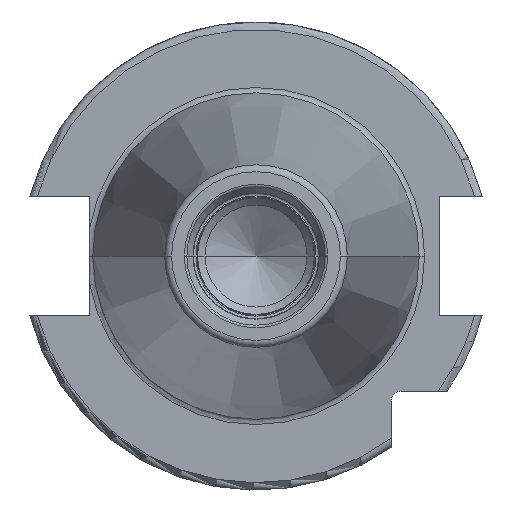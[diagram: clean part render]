
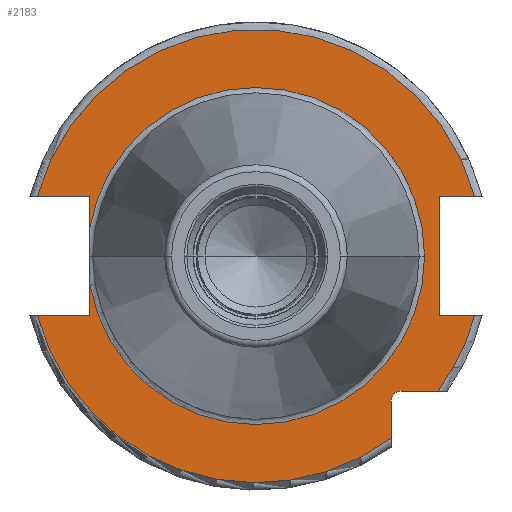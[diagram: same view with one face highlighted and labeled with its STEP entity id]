
A CAD part, left-side view. The second image highlights one B-rep face of the part: STEP entity #2183.
In plain terms, the highlighted planar face has unit normal (-1, 0, 0).
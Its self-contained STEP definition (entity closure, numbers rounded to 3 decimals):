
#117=CARTESIAN_POINT('',(3.2,0.,0.));
#118=DIRECTION('',(-1.,0.,0.));
#119=DIRECTION('',(0.,0.986,-0.168));
#120=AXIS2_PLACEMENT_3D('',#117,#118,#119);
#470=DIRECTION('',(0.,-1.,0.));
#471=VECTOR('',#470,4.99);
#472=CARTESIAN_POINT('',(3.2,-19.7,-18.35));
#473=LINE('',#472,#471);
#474=DIRECTION('',(0.,0.,1.));
#475=VECTOR('',#474,4.99);
#476=CARTESIAN_POINT('',(3.2,-18.35,-24.69));
#477=LINE('',#476,#475);
#478=CARTESIAN_POINT('',(3.2,0.,0.));
#479=DIRECTION('',(-1.,0.,0.));
#480=DIRECTION('',(0.,0.965,-0.263));
#481=AXIS2_PLACEMENT_3D('',#478,#479,#480);
#483=DIRECTION('',(0.,-1.,0.));
#484=VECTOR('',#483,7.127);
#485=CARTESIAN_POINT('',(3.2,29.677,-8.1));
#486=LINE('',#485,#484);
#487=DIRECTION('',(0.,0.,-1.));
#488=VECTOR('',#487,4.258);
#489=CARTESIAN_POINT('',(3.2,22.55,-3.842));
#490=LINE('',#489,#488);
#491=DIRECTION('',(0.,0.,-1.));
#492=VECTOR('',#491,4.258);
#493=CARTESIAN_POINT('',(3.2,22.55,8.1));
#494=LINE('',#493,#492);
#495=DIRECTION('',(0.,-1.,0.));
#496=VECTOR('',#495,7.127);
#497=CARTESIAN_POINT('',(3.2,29.677,8.1));
#498=LINE('',#497,#496);
#499=CARTESIAN_POINT('',(3.2,0.,0.));
#500=DIRECTION('',(1.,0.,0.));
#501=DIRECTION('',(0.,0.965,0.263));
#502=AXIS2_PLACEMENT_3D('',#499,#500,#501);
#504=DIRECTION('',(0.,1.,0.));
#505=VECTOR('',#504,4.827);
#506=CARTESIAN_POINT('',(3.2,-29.677,8.1));
#507=LINE('',#506,#505);
#508=DIRECTION('',(0.,0.,1.));
#509=VECTOR('',#508,16.2);
#510=CARTESIAN_POINT('',(3.2,-24.85,-8.1));
#511=LINE('',#510,#509);
#512=DIRECTION('',(0.,1.,0.));
#513=VECTOR('',#512,4.827);
#514=CARTESIAN_POINT('',(3.2,-29.677,-8.1));
#515=LINE('',#514,#513);
#516=CARTESIAN_POINT('',(3.2,0.,0.));
#517=DIRECTION('',(-1.,0.,0.));
#518=DIRECTION('',(0.,-0.803,-0.597));
#519=AXIS2_PLACEMENT_3D('',#516,#517,#518);
#530=CARTESIAN_POINT('',(3.2,-19.7,-19.7));
#531=DIRECTION('',(1.,0.,0.));
#532=DIRECTION('',(0.,1.,0.));
#533=AXIS2_PLACEMENT_3D('',#530,#531,#532);
#866=CARTESIAN_POINT('',(3.2,0.,0.));
#867=DIRECTION('',(1.,0.,0.));
#868=DIRECTION('',(0.,0.986,0.168));
#869=AXIS2_PLACEMENT_3D('',#866,#867,#868);
#1340=CARTESIAN_POINT('',(3.2,-22.875,0.));
#1342=VERTEX_POINT('',#1340);
#1490=CARTESIAN_POINT('',(3.2,29.677,8.1));
#1491=CARTESIAN_POINT('',(3.2,22.55,8.1));
#1492=VERTEX_POINT('',#1490);
#1493=VERTEX_POINT('',#1491);
#1494=CARTESIAN_POINT('',(3.2,22.55,3.842));
#1495=VERTEX_POINT('',#1494);
#1496=CARTESIAN_POINT('',(3.2,22.55,-3.842));
#1497=CARTESIAN_POINT('',(3.2,22.55,-8.1));
#1498=VERTEX_POINT('',#1496);
#1499=VERTEX_POINT('',#1497);
#1500=CARTESIAN_POINT('',(3.2,29.677,-8.1));
#1501=VERTEX_POINT('',#1500);
#1502=CARTESIAN_POINT('',(3.2,-29.677,-8.1));
#1503=CARTESIAN_POINT('',(3.2,-24.85,-8.1));
#1504=VERTEX_POINT('',#1502);
#1505=VERTEX_POINT('',#1503);
#1506=CARTESIAN_POINT('',(3.2,-24.85,8.1));
#1507=VERTEX_POINT('',#1506);
#1508=CARTESIAN_POINT('',(3.2,-29.677,8.1));
#1509=VERTEX_POINT('',#1508);
#1533=CARTESIAN_POINT('',(3.2,-18.35,-24.69));
#1534=VERTEX_POINT('',#1533);
#1541=CARTESIAN_POINT('',(3.2,-19.7,-18.35));
#1542=CARTESIAN_POINT('',(3.2,-24.69,-18.35));
#1543=VERTEX_POINT('',#1541);
#1544=VERTEX_POINT('',#1542);
#1545=CARTESIAN_POINT('',(3.2,-18.35,-19.7));
#1546=VERTEX_POINT('',#1545);
#2154=CARTESIAN_POINT('',(3.2,0.,0.));
#2155=DIRECTION('',(1.,0.,0.));
#2156=DIRECTION('',(0.,-1.,0.));
#2157=AXIS2_PLACEMENT_3D('',#2154,#2155,#2156);
#2158=PLANE('',#2157);
#2160=ORIENTED_EDGE('',*,*,#2159,.F.);
#2162=ORIENTED_EDGE('',*,*,#2161,.F.);
#2163=ORIENTED_EDGE('',*,*,#1825,.F.);
#2165=ORIENTED_EDGE('',*,*,#2164,.F.);
#2166=ORIENTED_EDGE('',*,*,#1883,.T.);
#2167=ORIENTED_EDGE('',*,*,#1753,.F.);
#2168=ORIENTED_EDGE('',*,*,#1734,.T.);
#2170=ORIENTED_EDGE('',*,*,#2169,.F.);
#2171=ORIENTED_EDGE('',*,*,#1748,.F.);
#2172=ORIENTED_EDGE('',*,*,#1952,.F.);
#2173=ORIENTED_EDGE('',*,*,#2149,.T.);
#2174=ORIENTED_EDGE('',*,*,#2010,.T.);
#2176=ORIENTED_EDGE('',*,*,#2175,.F.);
#2178=ORIENTED_EDGE('',*,*,#2177,.F.);
#2180=ORIENTED_EDGE('',*,*,#2179,.F.);
#2181=EDGE_LOOP('',(#2160,#2162,#2163,#2165,#2166,#2167,#2168,#2170,#2171,#2172,
#2173,#2174,#2176,#2178,#2180));
#2182=FACE_OUTER_BOUND('',#2181,.F.);
#2183=ADVANCED_FACE('',(#2182),#2158,.F.);
#121=CIRCLE('',#120,22.875);
#482=CIRCLE('',#481,30.763);
#503=CIRCLE('',#502,30.763);
#520=CIRCLE('',#519,30.763);
#534=CIRCLE('',#533,1.35);
#870=CIRCLE('',#869,22.875);
#1734=EDGE_CURVE('',#1498,#1342,#121,.T.);
#1748=EDGE_CURVE('',#1493,#1495,#494,.T.);
#1753=EDGE_CURVE('',#1498,#1499,#490,.T.);
#1825=EDGE_CURVE('',#1534,#1546,#477,.T.);
#1883=EDGE_CURVE('',#1501,#1499,#486,.T.);
#1952=EDGE_CURVE('',#1492,#1493,#498,.T.);
#2010=EDGE_CURVE('',#1509,#1507,#507,.T.);
#2149=EDGE_CURVE('',#1492,#1509,#503,.T.);
#2159=EDGE_CURVE('',#1543,#1544,#473,.T.);
#2161=EDGE_CURVE('',#1546,#1543,#534,.T.);
#2164=EDGE_CURVE('',#1501,#1534,#482,.T.);
#2169=EDGE_CURVE('',#1495,#1342,#870,.T.);
#2175=EDGE_CURVE('',#1505,#1507,#511,.T.);
#2177=EDGE_CURVE('',#1504,#1505,#515,.T.);
#2179=EDGE_CURVE('',#1544,#1504,#520,.T.);
